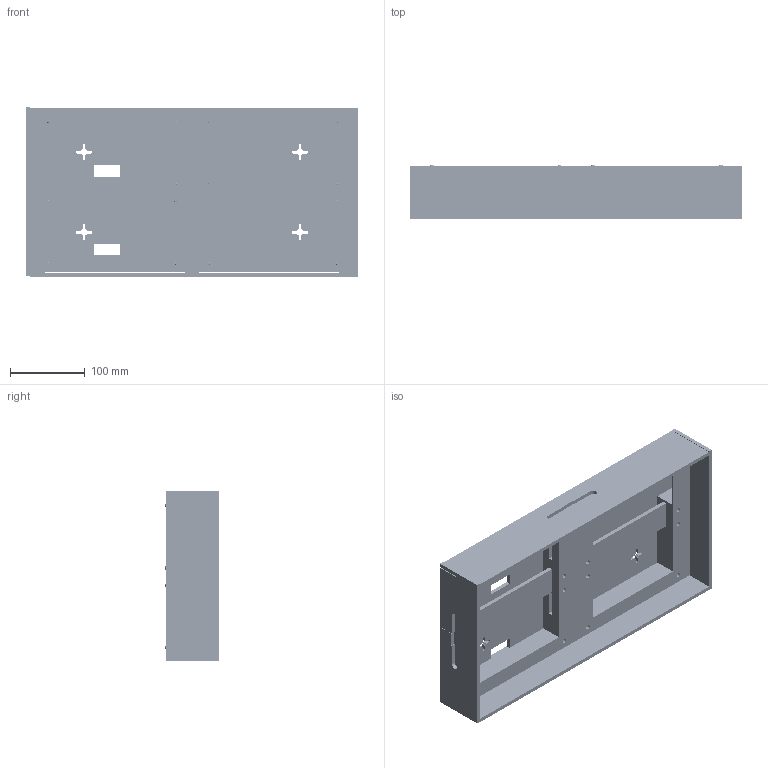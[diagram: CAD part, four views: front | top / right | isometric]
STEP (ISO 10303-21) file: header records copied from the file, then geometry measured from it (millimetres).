
FILE_DESCRIPTION(/* description */ ('','CAx-IF Rec.Pracs.---Representation and Presentation of Product Manufacturing Information (PMI)---4.0---2014-10-13'),/* implementation_level */ '2;1');
FILE_NAME(/* name */ 'assy_v11.step',/* time_stamp */ '2024-12-19T14:12:09-05:00',/* author */ (''),/* organization */ (''),/* preprocessor_version */ 'ST-DEVELOPER v20',/* originating_system */ 'Autodesk Translation Framework v13.20.0.188',/* authorisation */ '');
FILE_SCHEMA (('AP242_MANAGED_MODEL_BASED_3D_ENGINEERING_MIM_LF { 1 0 10303 442 1 1 4 }'));
Length unit declared in the file: millimetre
Products named in the file (10): assy; foam; acrylic_bottom; acrylic_inner; acrylic_inner_first_after_post; acrylic_inner_after_post; side_long; side_short; side_short_with_ports; 92095A187_Button Head Hex Drive Screw
Assembly tree (27 placements, depth 2):
  assy
    foam
    acrylic_bottom
    acrylic_inner  x2
    acrylic_inner_first_after_post
    acrylic_inner_after_post  x2
    side_long  x2
    side_short
    side_short_with_ports
    92095A187_Button Head Hex Drive Screw  x16
Bounding box: 444.6 x 72.05 x 227.28 mm (x, y, z)
Volume: 2138062.9 mm3; surface area: 963118.4 mm2
Topology: 27 solids, 27 shells, 2261 faces, 6285 edges, 4110 vertices
Faces by surface type: cylinder 1336, plane 621, cone 224, bspline 48, sphere 32
Full cylindrical faces by diameter (mm): 3 x64, 6 x48, 9.7 x1
Entity records: 23290 total; most frequent: CARTESIAN_POINT 7977, ORIENTED_EDGE 3228, DIRECTION 2903, EDGE_CURVE 1614, LINE 1189, VECTOR 1189, VERTEX_POINT 1071, AXIS2_PLACEMENT_3D 857
